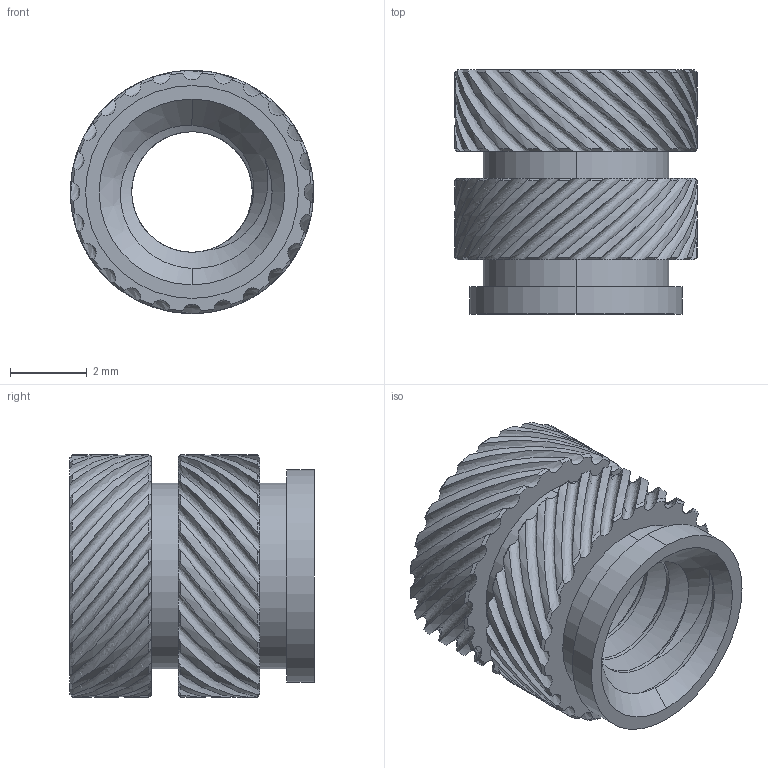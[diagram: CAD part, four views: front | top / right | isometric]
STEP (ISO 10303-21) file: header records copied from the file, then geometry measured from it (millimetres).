
FILE_DESCRIPTION (( 'STEP AP203' ), '1' );
FILE_NAME ('94459A320.STEP', '2018-05-15T13:57:21', ( '' ), ( '' ), 'SwSTEP 2.0', 'SolidWorks 2014', '' );
FILE_SCHEMA (( 'CONFIG_CONTROL_DESIGN' ));
Length unit declared in the file: inch
Products named in the file (1): 94459A320
Bounding box: 6.32 x 6.35 x 6.32 mm (x, y, z)
Volume: 93.4 mm3; surface area: 347.4 mm2
Topology: 1 solids, 1 shells, 234 faces, 686 edges, 458 vertices
Faces by surface type: cone 101, cylinder 76, bspline 51, plane 6
Entity records: 15787 total; most frequent: CARTESIAN_POINT 10389, ORIENTED_EDGE 1372, DIRECTION 920, EDGE_CURVE 686, VERTEX_POINT 458, AXIS2_PLACEMENT_3D 444, CIRCLE 260, EDGE_LOOP 240
